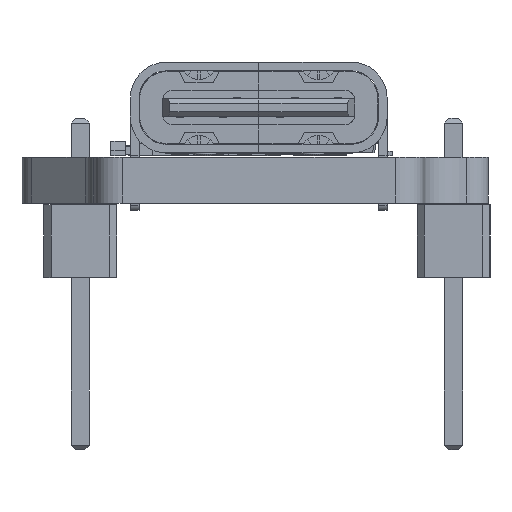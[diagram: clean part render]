
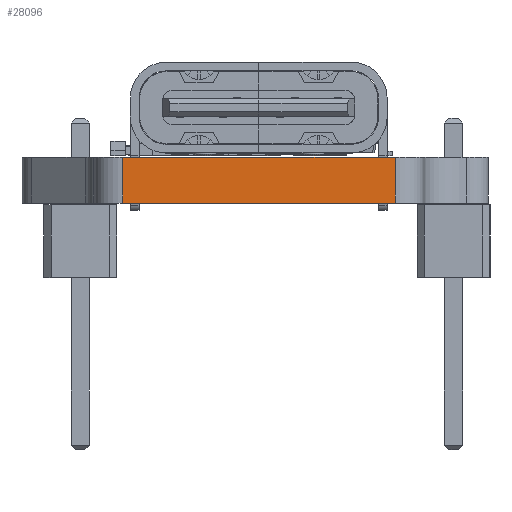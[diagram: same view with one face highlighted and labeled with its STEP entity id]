
A CAD part, left-side view. The second image highlights one B-rep face of the part: STEP entity #28096.
In plain terms, the highlighted planar face has unit normal (-1, 0, 0).
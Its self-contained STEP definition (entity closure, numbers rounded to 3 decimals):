
#27193 = VERTEX_POINT('',#27194);
#27194 = CARTESIAN_POINT('',(44.47,-83.35,0.));
#27201 = EDGE_CURVE('',#27193,#27202,#27204,.T.);
#27202 = VERTEX_POINT('',#27203);
#27203 = CARTESIAN_POINT('',(44.47,-73.857,0.));
#27204 = LINE('',#27205,#27206);
#27205 = CARTESIAN_POINT('',(44.47,-83.35,0.));
#27206 = VECTOR('',#27207,1.);
#27207 = DIRECTION('',(0.,1.,0.));
#27665 = VERTEX_POINT('',#27666);
#27666 = CARTESIAN_POINT('',(44.47,-83.35,1.6));
#27673 = EDGE_CURVE('',#27665,#27674,#27676,.T.);
#27674 = VERTEX_POINT('',#27675);
#27675 = CARTESIAN_POINT('',(44.47,-73.857,1.6));
#27676 = LINE('',#27677,#27678);
#27677 = CARTESIAN_POINT('',(44.47,-83.35,1.6));
#27678 = VECTOR('',#27679,1.);
#27679 = DIRECTION('',(0.,1.,0.));
#28066 = EDGE_CURVE('',#27202,#27674,#28067,.T.);
#28067 = LINE('',#28068,#28069);
#28068 = CARTESIAN_POINT('',(44.47,-73.857,0.));
#28069 = VECTOR('',#28070,1.);
#28070 = DIRECTION('',(0.,0.,1.));
#28096 = ADVANCED_FACE('',(#28097),#28108,.T.);
#28097 = FACE_BOUND('',#28098,.T.);
#28098 = EDGE_LOOP('',(#28099,#28105,#28106,#28107));
#28099 = ORIENTED_EDGE('',*,*,#28100,.T.);
#28100 = EDGE_CURVE('',#27193,#27665,#28101,.T.);
#28101 = LINE('',#28102,#28103);
#28102 = CARTESIAN_POINT('',(44.47,-83.35,0.));
#28103 = VECTOR('',#28104,1.);
#28104 = DIRECTION('',(0.,0.,1.));
#28105 = ORIENTED_EDGE('',*,*,#27673,.T.);
#28106 = ORIENTED_EDGE('',*,*,#28066,.F.);
#28107 = ORIENTED_EDGE('',*,*,#27201,.F.);
#28108 = PLANE('',#28109);
#28109 = AXIS2_PLACEMENT_3D('',#28110,#28111,#28112);
#28110 = CARTESIAN_POINT('',(44.47,-83.35,0.));
#28111 = DIRECTION('',(-1.,0.,0.));
#28112 = DIRECTION('',(0.,1.,0.));
